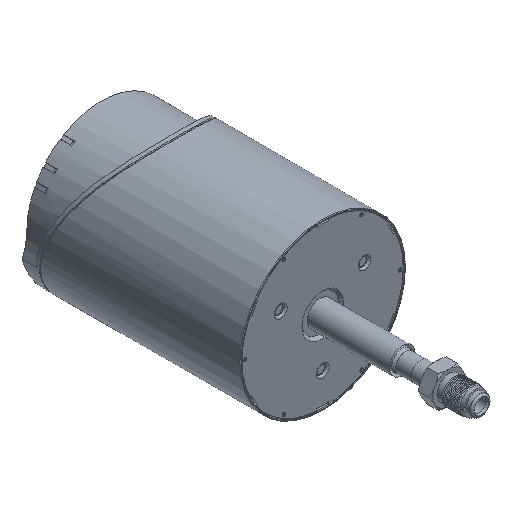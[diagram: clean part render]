
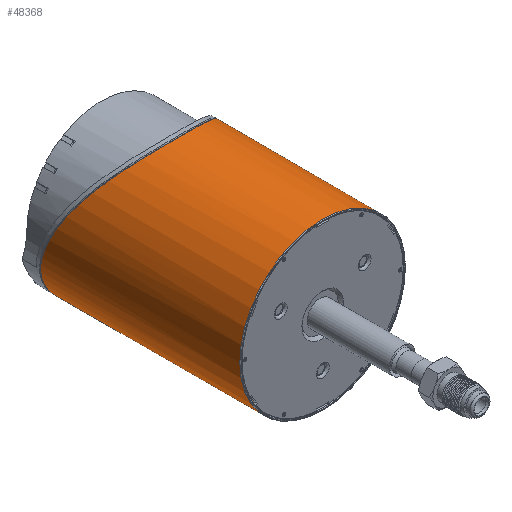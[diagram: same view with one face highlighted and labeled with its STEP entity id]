
A CAD part, isometric view. The second image highlights one B-rep face of the part: STEP entity #48368.
In plain terms, the highlighted cylindrical face has radius 41 mm (diameter 82 mm), a full revolution.
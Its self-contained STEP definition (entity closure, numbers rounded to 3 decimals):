
#4683=FACE_OUTER_BOUND('',#7367,.T.);
#7367=EDGE_LOOP('',(#41678,#41679,#41680,#41681,#41682,#41683));
#11824=LINE('',#86172,#16162);
#16162=VECTOR('',#61567,41.);
#17233=CIRCLE('',#51398,41.);
#17235=CIRCLE('',#51400,41.);
#18572=B_SPLINE_CURVE_WITH_KNOTS('',3,(#86174,#86175,#86176,#86177,#86178,
#86179,#86180,#86181,#86182,#86183,#86184,#86185,#86186),.UNSPECIFIED.,
 .F.,.F.,(4,1,1,1,1,1,1,1,1,1,4),(-26.603,-26.128,-25.653,
-25.178,-24.703,-23.753,-22.803,
-22.169,-21.536,-20.269,-19.712),
 .UNSPECIFIED.);
#18573=B_SPLINE_CURVE_WITH_KNOTS('',3,(#86187,#86188,#86189,#86190,#86191,
#86192,#86193,#86194,#86195,#86196,#86197,#86198,#86199,#86200,#86201,#86202,
#86203,#86204,#86205,#86206,#86207,#86208,#86209,#86210,#86211),
 .UNSPECIFIED.,.F.,.F.,(4,1,1,1,1,1,1,1,1,1,1,1,1,1,1,1,1,1,1,1,1,1,4),
(-19.712,-19.636,-19.002,-17.735,
-16.469,-15.202,-13.935,-12.668,
-11.401,-10.135,-8.868,-7.601,
-6.967,-6.334,-5.067,-4.434,
-3.8,-2.85,-1.9,-1.425,
-0.95,-0.475,0.),.UNSPECIFIED.);
#22601=VERTEX_POINT('',#86165);
#22602=VERTEX_POINT('',#86166);
#22603=VERTEX_POINT('',#86171);
#22604=VERTEX_POINT('',#86173);
#29120=EDGE_CURVE('',#22601,#22602,#17233,.T.);
#29122=EDGE_CURVE('',#22602,#22601,#17235,.T.);
#29123=EDGE_CURVE('',#22601,#22603,#11824,.T.);
#29124=EDGE_CURVE('',#22604,#22603,#18572,.T.);
#29125=EDGE_CURVE('',#22603,#22604,#18573,.T.);
#41678=ORIENTED_EDGE('',*,*,#29120,.F.);
#41679=ORIENTED_EDGE('',*,*,#29123,.T.);
#41680=ORIENTED_EDGE('',*,*,#29124,.F.);
#41681=ORIENTED_EDGE('',*,*,#29125,.F.);
#41682=ORIENTED_EDGE('',*,*,#29123,.F.);
#41683=ORIENTED_EDGE('',*,*,#29122,.F.);
#43549=CYLINDRICAL_SURFACE('',#51401,41.);
#48368=ADVANCED_FACE('',(#4683),#43549,.T.);
#51398=AXIS2_PLACEMENT_3D('',#86167,#61559,#61560);
#51400=AXIS2_PLACEMENT_3D('',#86169,#61563,#61564);
#51401=AXIS2_PLACEMENT_3D('',#86170,#61565,#61566);
#61559=DIRECTION('center_axis',(0.,-1.,0.));
#61560=DIRECTION('ref_axis',(-1.,0.,0.));
#61563=DIRECTION('center_axis',(0.,-1.,0.));
#61564=DIRECTION('ref_axis',(-1.,0.,0.));
#61565=DIRECTION('center_axis',(0.,-1.,0.));
#61566=DIRECTION('ref_axis',(-1.,0.,0.));
#61567=DIRECTION('',(0.,1.,0.));
#86165=CARTESIAN_POINT('',(41.,-68.6,0.));
#86166=CARTESIAN_POINT('',(-41.,-68.6,0.));
#86167=CARTESIAN_POINT('Origin',(0.,-68.6,
0.));
#86169=CARTESIAN_POINT('Origin',(0.,-68.6,
0.));
#86170=CARTESIAN_POINT('Origin',(0.,40.8,
0.));
#86171=CARTESIAN_POINT('',(41.,28.163,0.001));
#86172=CARTESIAN_POINT('',(41.,40.8,0.));
#86173=CARTESIAN_POINT('',(0.,2.167,41.));
#86174=CARTESIAN_POINT('Ctrl Pts',(0.,2.167,
41.));
#86175=CARTESIAN_POINT('Ctrl Pts',(1.057,2.167,41.));
#86176=CARTESIAN_POINT('Ctrl Pts',(3.187,2.247,40.918));
#86177=CARTESIAN_POINT('Ctrl Pts',(6.597,2.632,40.522));
#86178=CARTESIAN_POINT('Ctrl Pts',(10.654,3.442,39.679));
#86179=CARTESIAN_POINT('Ctrl Pts',(16.679,5.294,37.695));
#86180=CARTESIAN_POINT('Ctrl Pts',(23.855,8.717,33.826));
#86181=CARTESIAN_POINT('Ctrl Pts',(30.338,13.255,27.976));
#86182=CARTESIAN_POINT('Ctrl Pts',(34.786,17.282,22.001));
#86183=CARTESIAN_POINT('Ctrl Pts',(38.589,21.582,14.817));
#86184=CARTESIAN_POINT('Ctrl Pts',(40.622,25.215,7.479));
#86185=CARTESIAN_POINT('Ctrl Pts',(41.,27.504,1.767));
#86186=CARTESIAN_POINT('Ctrl Pts',(41.,28.163,0.001));
#86187=CARTESIAN_POINT('Ctrl Pts',(41.,28.163,0.001));
#86188=CARTESIAN_POINT('Ctrl Pts',(41.,28.253,-0.241));
#86189=CARTESIAN_POINT('Ctrl Pts',(40.981,29.085,-2.494));
#86190=CARTESIAN_POINT('Ctrl Pts',(40.4,31.22,-8.867));
#86191=CARTESIAN_POINT('Ctrl Pts',(37.12,33.67,-18.921));
#86192=CARTESIAN_POINT('Ctrl Pts',(29.505,35.13,-29.442));
#86193=CARTESIAN_POINT('Ctrl Pts',(18.938,35.573,-37.133));
#86194=CARTESIAN_POINT('Ctrl Pts',(6.528,35.598,-41.167));
#86195=CARTESIAN_POINT('Ctrl Pts',(-6.527,35.598,-41.167));
#86196=CARTESIAN_POINT('Ctrl Pts',(-18.938,35.573,-37.133));
#86197=CARTESIAN_POINT('Ctrl Pts',(-29.507,35.13,-29.44));
#86198=CARTESIAN_POINT('Ctrl Pts',(-37.118,33.67,-18.923));
#86199=CARTESIAN_POINT('Ctrl Pts',(-40.401,31.22,-8.866));
#86200=CARTESIAN_POINT('Ctrl Pts',(-41.144,28.483,-0.697));
#86201=CARTESIAN_POINT('Ctrl Pts',(-40.686,25.327,7.252));
#86202=CARTESIAN_POINT('Ctrl Pts',(-38.589,21.582,14.817));
#86203=CARTESIAN_POINT('Ctrl Pts',(-34.786,17.282,22.001));
#86204=CARTESIAN_POINT('Ctrl Pts',(-30.338,13.255,27.976));
#86205=CARTESIAN_POINT('Ctrl Pts',(-23.855,8.717,33.826));
#86206=CARTESIAN_POINT('Ctrl Pts',(-16.679,5.294,37.695));
#86207=CARTESIAN_POINT('Ctrl Pts',(-10.654,3.442,39.679));
#86208=CARTESIAN_POINT('Ctrl Pts',(-6.597,2.632,40.522));
#86209=CARTESIAN_POINT('Ctrl Pts',(-3.187,2.247,40.918));
#86210=CARTESIAN_POINT('Ctrl Pts',(-1.057,2.167,41.));
#86211=CARTESIAN_POINT('Ctrl Pts',(0.,2.167,
41.));
